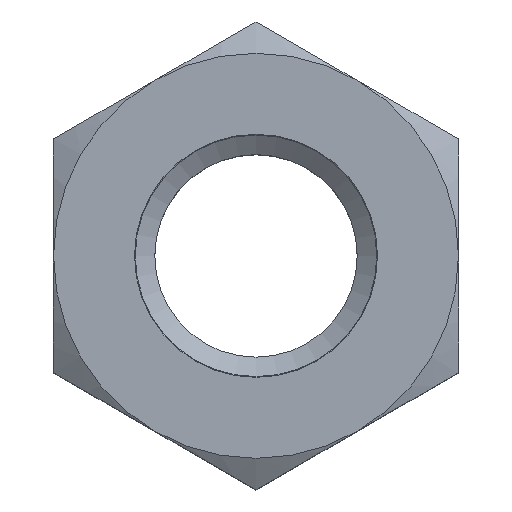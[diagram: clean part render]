
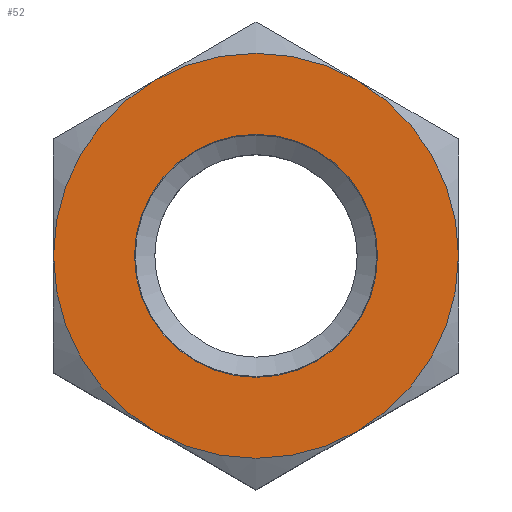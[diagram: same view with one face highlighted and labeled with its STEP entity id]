
A CAD part, top view. The second image highlights one B-rep face of the part: STEP entity #52.
In plain terms, the highlighted planar face has unit normal (0, 0, 1).
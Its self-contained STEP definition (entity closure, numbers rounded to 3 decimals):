
#4 = AXIS2_PLACEMENT_3D ( 'NONE', #155, #20, #859 ) ;
#20 = DIRECTION ( 'NONE',  ( 0., 0., 1. ) ) ;
#28 = VERTEX_POINT ( 'NONE', #199 ) ;
#31 = CARTESIAN_POINT ( 'NONE',  ( 0., 0., 0. ) ) ;
#37 = EDGE_CURVE ( 'NONE', #28, #410, #514, .T. ) ;
#38 = ORIENTED_EDGE ( 'NONE', *, *, #87, .F. ) ;
#41 = ORIENTED_EDGE ( 'NONE', *, *, #37, .T. ) ;
#49 = DIRECTION ( 'NONE',  ( 1., 0., 0. ) ) ;
#52 = ADVANCED_FACE ( 'NONE', ( #906, #927 ), #184, .F. ) ;
#71 = DIRECTION ( 'NONE',  ( -1., 0., 0. ) ) ;
#87 = EDGE_CURVE ( 'NONE', #766, #766, #116, .T. ) ;
#98 = AXIS2_PLACEMENT_3D ( 'NONE', #733, #171, #655 ) ;
#115 = VERTEX_POINT ( 'NONE', #867 ) ;
#116 = CIRCLE ( 'NONE', #4, 3. ) ;
#130 = AXIS2_PLACEMENT_3D ( 'NONE', #31, #397, #49 ) ;
#155 = CARTESIAN_POINT ( 'NONE',  ( 0., 0., 0. ) ) ;
#157 = CARTESIAN_POINT ( 'NONE',  ( 0., 0., 0. ) ) ;
#166 = CARTESIAN_POINT ( 'NONE',  ( 0., 0., 0. ) ) ;
#171 = DIRECTION ( 'NONE',  ( 0., 0., -1. ) ) ;
#173 = CIRCLE ( 'NONE', #239, 5. ) ;
#184 = PLANE ( 'NONE',  #642 ) ;
#199 = CARTESIAN_POINT ( 'NONE',  ( 5., 0., 0. ) ) ;
#210 = ORIENTED_EDGE ( 'NONE', *, *, #652, .F. ) ;
#216 = DIRECTION ( 'NONE',  ( 0., 0., -1. ) ) ;
#218 = AXIS2_PLACEMENT_3D ( 'NONE', #917, #381, #839 ) ;
#239 = AXIS2_PLACEMENT_3D ( 'NONE', #402, #866, #320 ) ;
#240 = ORIENTED_EDGE ( 'NONE', *, *, #716, .F. ) ;
#241 = ORIENTED_EDGE ( 'NONE', *, *, #280, .F. ) ;
#257 = AXIS2_PLACEMENT_3D ( 'NONE', #157, #342, #908 ) ;
#278 = VERTEX_POINT ( 'NONE', #427 ) ;
#280 = EDGE_CURVE ( 'NONE', #278, #375, #358, .T. ) ;
#320 = DIRECTION ( 'NONE',  ( -1., 0., 0. ) ) ;
#329 = CIRCLE ( 'NONE', #98, 5. ) ;
#342 = DIRECTION ( 'NONE',  ( 0., 0., -1. ) ) ;
#358 = CIRCLE ( 'NONE', #406, 5. ) ;
#375 = VERTEX_POINT ( 'NONE', #1025 ) ;
#381 = DIRECTION ( 'NONE',  ( 0., 0., -1. ) ) ;
#397 = DIRECTION ( 'NONE',  ( 0., 0., 1. ) ) ;
#402 = CARTESIAN_POINT ( 'NONE',  ( 0., 0., 0. ) ) ;
#406 = AXIS2_PLACEMENT_3D ( 'NONE', #166, #649, #71 ) ;
#410 = VERTEX_POINT ( 'NONE', #558 ) ;
#423 = EDGE_LOOP ( 'NONE', ( #38 ) ) ;
#427 = CARTESIAN_POINT ( 'NONE',  ( -5., 0., 0. ) ) ;
#499 = ORIENTED_EDGE ( 'NONE', *, *, #932, .F. ) ;
#514 = CIRCLE ( 'NONE', #130, 5. ) ;
#551 = EDGE_CURVE ( 'NONE', #115, #750, #838, .T. ) ;
#558 = CARTESIAN_POINT ( 'NONE',  ( 2.5, 4.33, 0. ) ) ;
#640 = CARTESIAN_POINT ( 'NONE',  ( 3., 0., 0. ) ) ;
#642 = AXIS2_PLACEMENT_3D ( 'NONE', #919, #216, #761 ) ;
#649 = DIRECTION ( 'NONE',  ( 0., 0., -1. ) ) ;
#652 = EDGE_CURVE ( 'NONE', #375, #410, #173, .T. ) ;
#655 = DIRECTION ( 'NONE',  ( -1., 0., 0. ) ) ;
#716 = EDGE_CURVE ( 'NONE', #28, #115, #790, .T. ) ;
#733 = CARTESIAN_POINT ( 'NONE',  ( 0., 0., 0. ) ) ;
#750 = VERTEX_POINT ( 'NONE', #999 ) ;
#761 = DIRECTION ( 'NONE',  ( -1., 0., 0. ) ) ;
#766 = VERTEX_POINT ( 'NONE', #640 ) ;
#790 = CIRCLE ( 'NONE', #218, 5. ) ;
#838 = CIRCLE ( 'NONE', #257, 5. ) ;
#839 = DIRECTION ( 'NONE',  ( -1., 0., 0. ) ) ;
#859 = DIRECTION ( 'NONE',  ( 1., 0., 0. ) ) ;
#866 = DIRECTION ( 'NONE',  ( 0., 0., -1. ) ) ;
#867 = CARTESIAN_POINT ( 'NONE',  ( 2.5, -4.33, 0. ) ) ;
#906 = FACE_OUTER_BOUND ( 'NONE', #948, .T. ) ;
#908 = DIRECTION ( 'NONE',  ( -1., 0., 0. ) ) ;
#917 = CARTESIAN_POINT ( 'NONE',  ( 0., 0., 0. ) ) ;
#919 = CARTESIAN_POINT ( 'NONE',  ( 0., 5.774, 0. ) ) ;
#927 = FACE_BOUND ( 'NONE', #423, .T. ) ;
#932 = EDGE_CURVE ( 'NONE', #750, #278, #329, .T. ) ;
#948 = EDGE_LOOP ( 'NONE', ( #241, #499, #1004, #240, #41, #210 ) ) ;
#999 = CARTESIAN_POINT ( 'NONE',  ( -2.5, -4.33, 0. ) ) ;
#1004 = ORIENTED_EDGE ( 'NONE', *, *, #551, .F. ) ;
#1025 = CARTESIAN_POINT ( 'NONE',  ( -2.5, 4.33, 0. ) ) ;
